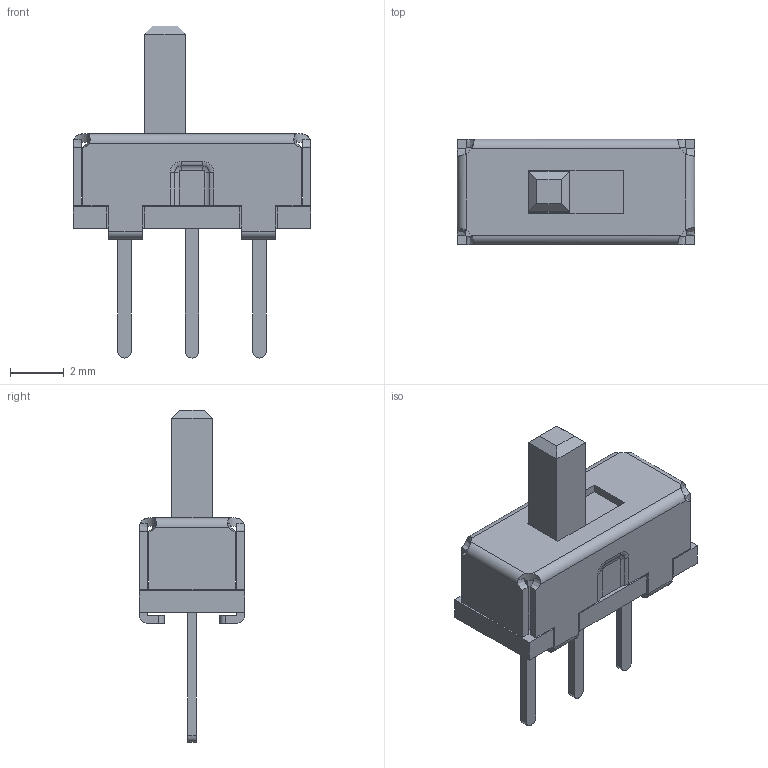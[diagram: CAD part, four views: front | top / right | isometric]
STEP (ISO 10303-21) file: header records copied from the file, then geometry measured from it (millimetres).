
FILE_DESCRIPTION((''),'2;1');
FILE_NAME('20','2021-09-02T23:07:59',('Administrator'),(''),'CREO PARAMETRIC BY PTC INC, 2016510','CREO PARAMETRIC BY PTC INC, 2016510','');
FILE_SCHEMA(('CONFIG_CONTROL_DESIGN','GEOMETRIC_VALIDATION_PROPERTIES_MIM'));
Length unit declared in the file: millimetre
Products named in the file (1): 20
Bounding box: 8.8 x 3.9 x 12.3 mm (x, y, z)
Volume: 111.7 mm3; surface area: 378.3 mm2
Topology: 1 solids, 1 shells, 259 faces, 719 edges, 474 vertices
Faces by surface type: plane 204, cylinder 39, bspline 12, torus 4
Entity records: 11345 total; most frequent: CARTESIAN_POINT 2847, ORIENTED_EDGE 1438, DIRECTION 1247, EDGE_CURVE 719, VECTOR 589, LINE 589, VERTEX_POINT 474, AXIS2_PLACEMENT_3D 329
